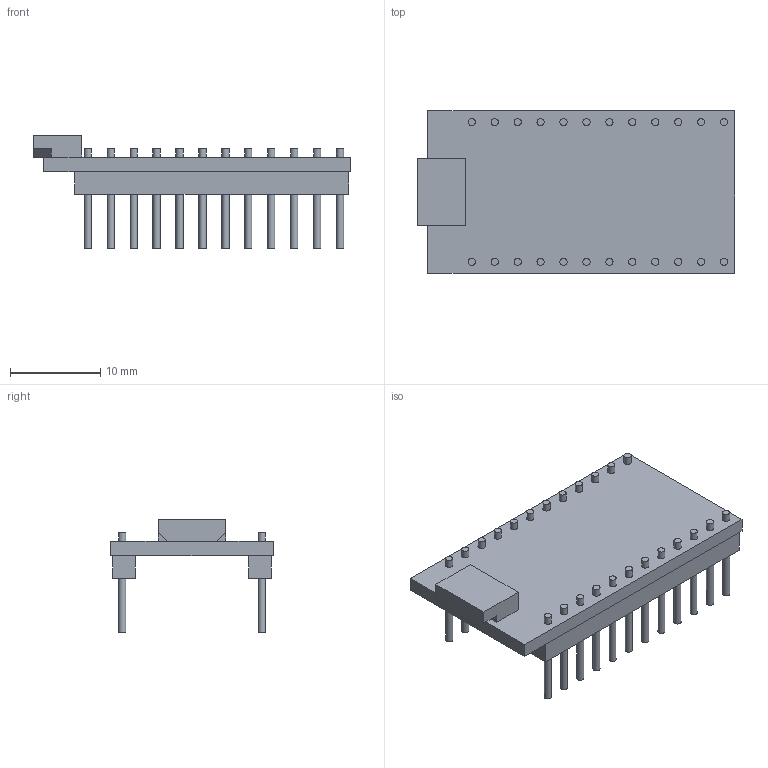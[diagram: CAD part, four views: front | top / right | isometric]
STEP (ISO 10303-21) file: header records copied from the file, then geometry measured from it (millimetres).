
FILE_DESCRIPTION(('FreeCAD Model'),'2;1');
FILE_NAME('ProMicro.step' ,'2021-02-02T11:33:27',('Author'),(''), 'Open CASCADE STEP processor 7.3','FreeCAD','Unknown');
FILE_SCHEMA(('AUTOMOTIVE_DESIGN { 1 0 10303 214 1 1 1 1 }'));
Length unit declared in the file: millimetre
Products named in the file (1): Body
Bounding box: 35.2 x 18 x 12.54 mm (x, y, z)
Volume: 1549.3 mm3; surface area: 2221.6 mm2
Topology: 1 solids, 1 shells, 122 faces, 208 edges, 138 vertices
Faces by surface type: plane 74, cylinder 48
Full cylindrical faces by diameter (mm): 0.8 x48
Entity records: 5709 total; most frequent: CARTESIAN_POINT 1029, DIRECTION 942, LINE 432, VECTOR 432, ORIENTED_EDGE 416, PCURVE 416, DEFINITIONAL_REPRESENTATION 416, AXIS2_PLACEMENT_3D 219
